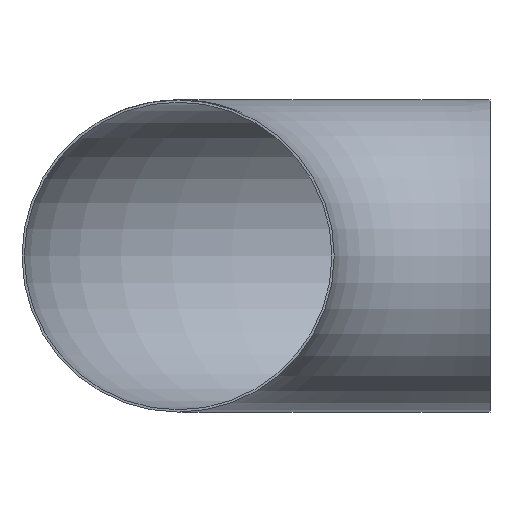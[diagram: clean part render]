
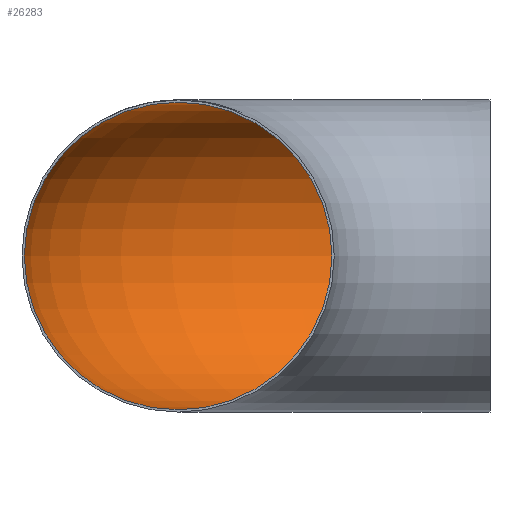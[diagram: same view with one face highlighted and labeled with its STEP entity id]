
A CAD part, front view. The second image highlights one B-rep face of the part: STEP entity #26283.
In plain terms, the highlighted toroidal (fillet/blend) face has major radius 406 mm and minor radius 200.2 mm.
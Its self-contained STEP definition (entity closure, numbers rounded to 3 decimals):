
#1985 = DIRECTION ( 'NONE',  ( -1., 0., 0. ) ) ;
#5406 = EDGE_CURVE ( 'NONE', #26106, #26106, #31010, .T. ) ;
#6013 = VERTEX_POINT ( 'NONE', #12087 ) ;
#6238 = AXIS2_PLACEMENT_3D ( 'NONE', #20925, #23960, #8831 ) ;
#7684 = DIRECTION ( 'NONE',  ( 0., 0., -1. ) ) ;
#7796 = TOROIDAL_SURFACE ( 'NONE', #34401, 406., 200.2 ) ;
#8801 = DIRECTION ( 'NONE',  ( 1., 0., 0. ) ) ;
#8831 = DIRECTION ( 'NONE',  ( 0., 0., 1. ) ) ;
#10341 = CARTESIAN_POINT ( 'NONE',  ( 0., 0., 0. ) ) ;
#11454 = CARTESIAN_POINT ( 'NONE',  ( 0., 406., 0. ) ) ;
#11714 = CARTESIAN_POINT ( 'NONE',  ( -406., 0., 200.2 ) ) ;
#12087 = CARTESIAN_POINT ( 'NONE',  ( 0., 606.2, 0. ) ) ;
#13558 = FACE_OUTER_BOUND ( 'NONE', #13923, .T. ) ;
#13923 = EDGE_LOOP ( 'NONE', ( #23744 ) ) ;
#14020 = EDGE_LOOP ( 'NONE', ( #31837 ) ) ;
#15072 = AXIS2_PLACEMENT_3D ( 'NONE', #11454, #8801, #20322 ) ;
#20322 = DIRECTION ( 'NONE',  ( 0., 1., 0. ) ) ;
#20925 = CARTESIAN_POINT ( 'NONE',  ( -406., 0., 0. ) ) ;
#23744 = ORIENTED_EDGE ( 'NONE', *, *, #5406, .F. ) ;
#23960 = DIRECTION ( 'NONE',  ( 0., 1., 0. ) ) ;
#26106 = VERTEX_POINT ( 'NONE', #11714 ) ;
#26283 = ADVANCED_FACE ( 'NONE', ( #33425, #13558 ), #7796, .F. ) ;
#31010 = CIRCLE ( 'NONE', #6238, 200.2 ) ;
#31837 = ORIENTED_EDGE ( 'NONE', *, *, #35245, .T. ) ;
#32598 = CIRCLE ( 'NONE', #15072, 200.2 ) ;
#33425 = FACE_OUTER_BOUND ( 'NONE', #14020, .T. ) ;
#34401 = AXIS2_PLACEMENT_3D ( 'NONE', #10341, #7684, #1985 ) ;
#35245 = EDGE_CURVE ( 'NONE', #6013, #6013, #32598, .T. ) ;
